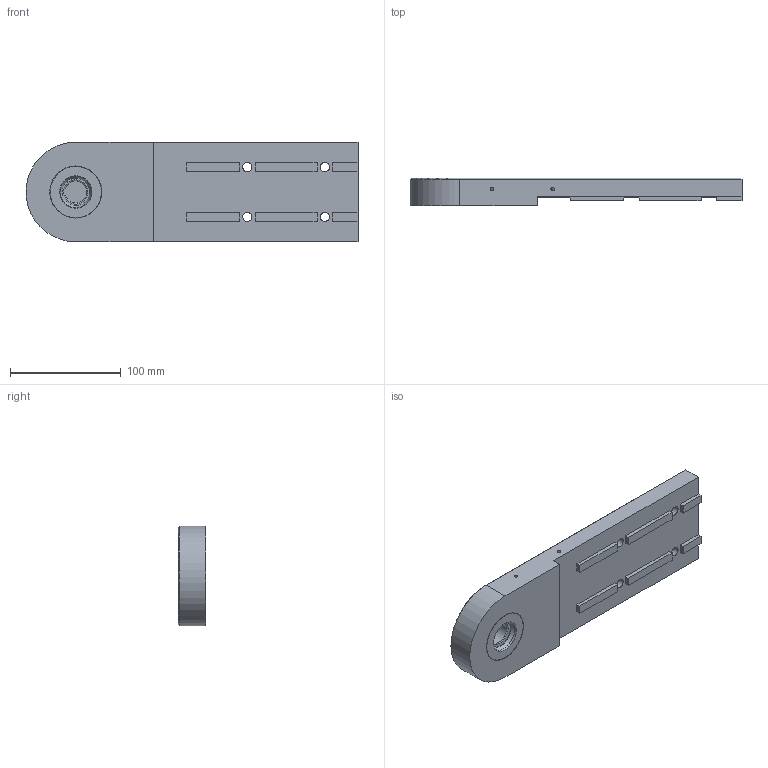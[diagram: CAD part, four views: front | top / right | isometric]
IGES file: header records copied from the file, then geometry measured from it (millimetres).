
Global section: file name: 909001L; native system: Autodesk Inventor 2021; preprocessor: unknown; author: Frančeová,,; organization: 11; date: 20211108.114811; units: millimetre
Bounding box: 300 x 25 x 90 mm (x, y, z)
Volume: 496918.7 mm3; surface area: 89944.4 mm2
Topology: 18 solids, 24 shells, 133 faces, 390 edges, 268 vertices
Faces by surface type: bspline 133
